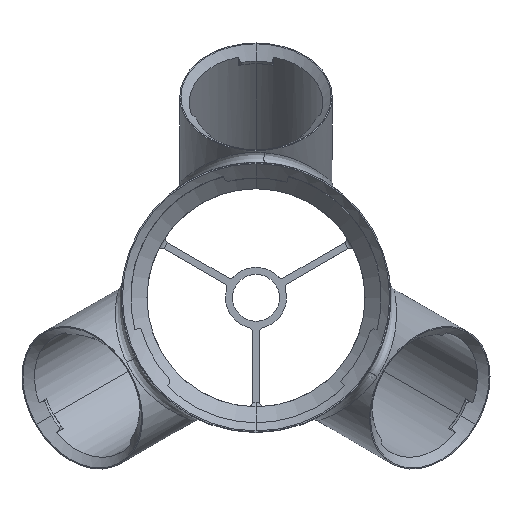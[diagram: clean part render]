
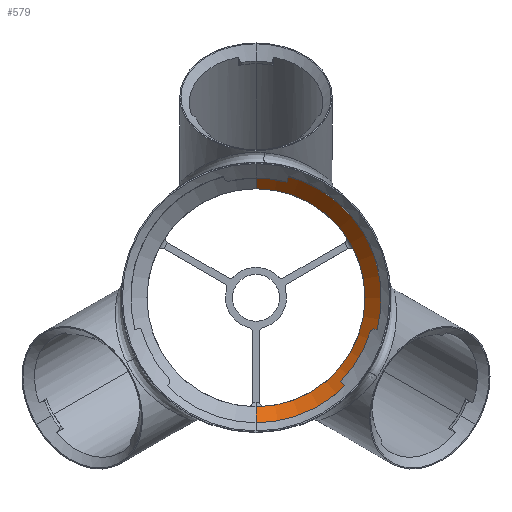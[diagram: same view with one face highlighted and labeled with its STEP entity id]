
A CAD part, top view. The second image highlights one B-rep face of the part: STEP entity #579.
In plain terms, the highlighted conical face has half-angle 45 degrees and reference radius 53.5 mm.
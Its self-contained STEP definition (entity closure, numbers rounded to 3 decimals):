
#91 = VERTEX_POINT ( 'NONE', #5805 ) ;
#94 = ORIENTED_EDGE ( 'NONE', *, *, #5678, .F. ) ;
#579 = ADVANCED_FACE ( 'NONE', ( #7571 ), #6955, .F. ) ;
#894 = CARTESIAN_POINT ( 'NONE',  ( 0., 46.5, 11. ) ) ;
#1521 = DIRECTION ( 'NONE',  ( 0., -1., 0. ) ) ;
#1652 = CARTESIAN_POINT ( 'NONE',  ( 0., 0., 11. ) ) ;
#2141 = CARTESIAN_POINT ( 'NONE',  ( 0., -53.5, 18. ) ) ;
#2965 = EDGE_CURVE ( 'NONE', #9789, #4110, #5070, .T. ) ;
#3064 = VECTOR ( 'NONE', #5965, 1000. ) ;
#3096 = EDGE_CURVE ( 'NONE', #9789, #91, #9034, .T. ) ;
#3189 = DIRECTION ( 'NONE',  ( 0., 0., -1. ) ) ;
#3471 = CARTESIAN_POINT ( 'NONE',  ( 0., 53.5, 18. ) ) ;
#3507 = AXIS2_PLACEMENT_3D ( 'NONE', #1652, #3189, #6468 ) ;
#3806 = CARTESIAN_POINT ( 'NONE',  ( 0., 0., 18. ) ) ;
#3941 = CARTESIAN_POINT ( 'NONE',  ( 0., 0., 18. ) ) ;
#4110 = VERTEX_POINT ( 'NONE', #9221 ) ;
#4775 = DIRECTION ( 'NONE',  ( 0., 0., 1. ) ) ;
#4981 = LINE ( 'NONE', #2141, #6974 ) ;
#5070 = LINE ( 'NONE', #3471, #3064 ) ;
#5186 = AXIS2_PLACEMENT_3D ( 'NONE', #3941, #4775, #1521 ) ;
#5344 = DIRECTION ( 'NONE',  ( 0., 1., 0. ) ) ;
#5678 = EDGE_CURVE ( 'NONE', #4110, #8796, #6306, .T. ) ;
#5805 = CARTESIAN_POINT ( 'NONE',  ( 0., -46.5, 11. ) ) ;
#5965 = DIRECTION ( 'NONE',  ( 0., 0.707, 0.707 ) ) ;
#6051 = ORIENTED_EDGE ( 'NONE', *, *, #2965, .F. ) ;
#6071 = DIRECTION ( 'NONE',  ( 0., 0., -1. ) ) ;
#6306 = CIRCLE ( 'NONE', #8321, 53.5 ) ;
#6468 = DIRECTION ( 'NONE',  ( 0., 1., 0. ) ) ;
#6955 = CONICAL_SURFACE ( 'NONE', #5186, 53.5, 0.785 ) ;
#6974 = VECTOR ( 'NONE', #9324, 1000. ) ;
#7571 = FACE_OUTER_BOUND ( 'NONE', #8967, .T. ) ;
#7672 = CARTESIAN_POINT ( 'NONE',  ( 0., -53.5, 18. ) ) ;
#8321 = AXIS2_PLACEMENT_3D ( 'NONE', #3806, #6071, #5344 ) ;
#8796 = VERTEX_POINT ( 'NONE', #7672 ) ;
#8967 = EDGE_LOOP ( 'NONE', ( #6051, #9966, #9138, #94 ) ) ;
#9034 = CIRCLE ( 'NONE', #3507, 46.5 ) ;
#9138 = ORIENTED_EDGE ( 'NONE', *, *, #10193, .T. ) ;
#9221 = CARTESIAN_POINT ( 'NONE',  ( 0., 53.5, 18. ) ) ;
#9324 = DIRECTION ( 'NONE',  ( 0., -0.707, 0.707 ) ) ;
#9789 = VERTEX_POINT ( 'NONE', #894 ) ;
#9966 = ORIENTED_EDGE ( 'NONE', *, *, #3096, .T. ) ;
#10193 = EDGE_CURVE ( 'NONE', #91, #8796, #4981, .T. ) ;
